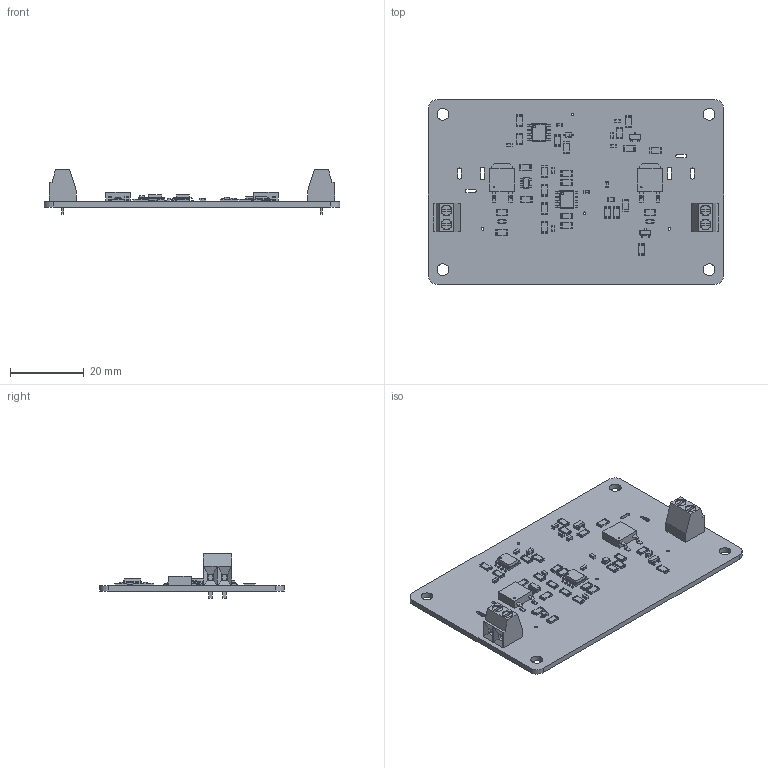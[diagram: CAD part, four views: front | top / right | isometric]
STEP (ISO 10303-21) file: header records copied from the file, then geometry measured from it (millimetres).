
FILE_DESCRIPTION(('KiCad electronic assembly'),'2;1');
FILE_NAME('Input-Protection.step','2026-02-10T11:13:55',('Pcbnew'),( 'Kicad'),'Open CASCADE STEP processor 7.8','KiCad to STEP converter' ,'Unknown');
FILE_SCHEMA(('AUTOMOTIVE_DESIGN { 1 0 10303 214 1 1 1 1 }'));
Length unit declared in the file: millimetre
Products named in the file (11): Input-Protection 1; D_SOD-323; R_1206_3216Metric; C_0603_1608Metric; DPAK_MCC; SOIC-8_3.9x4.9mm_P1.27mm; TerminalBlock_Phoenix_MKDS-1-2-3.81_1x02_P3.81mm_Horizontal; LED_0805_2012Metric; SOT-23; SOT-23-5; kibot_q7vhmxtq_PCB
Assembly tree (48 placements, depth 2):
  Input-Protection 1
    D_SOD-323  x3
    R_1206_3216Metric  x25
    C_0603_1608Metric  x9
    DPAK_MCC  x2
    SOIC-8_3.9x4.9mm_P1.27mm  x2
    TerminalBlock_Phoenix_MKDS-1-2-3.81_1x02_P3.81mm_Horizontal  x2
    LED_0805_2012Metric
    SOT-23  x2
    SOT-23-5
    kibot_q7vhmxtq_PCB
Bounding box: 80 x 50 x 12 mm (x, y, z)
Volume: 6887.9 mm3; surface area: 10856.1 mm2
Topology: 56 solids, 56 shells, 1973 faces, 5111 edges, 3289 vertices
Faces by surface type: plane 1327, cylinder 502, bspline 144
Full cylindrical faces by diameter (mm): 0.335 x2, 0.7 x4, 1.1 x4, 2.7 x4, 2.9 x4, 3.2 x4
Entity records: 25722 total; most frequent: CARTESIAN_POINT 3877, ORIENTED_EDGE 3429, DIRECTION 3179, EDGE_CURVE 1715, LINE 1289, VECTOR 1289, VERTEX_POINT 1097, AXIS2_PLACEMENT_3D 945
